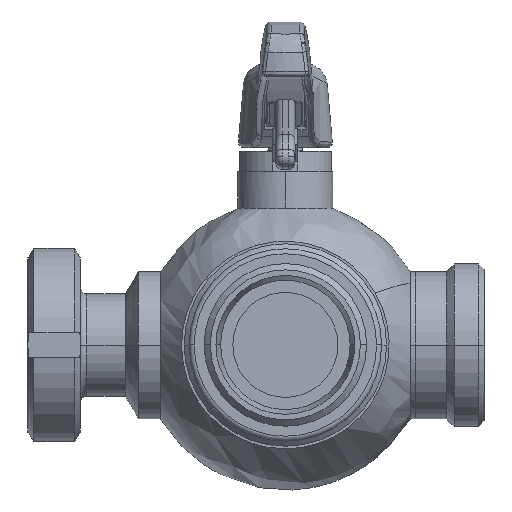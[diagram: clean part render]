
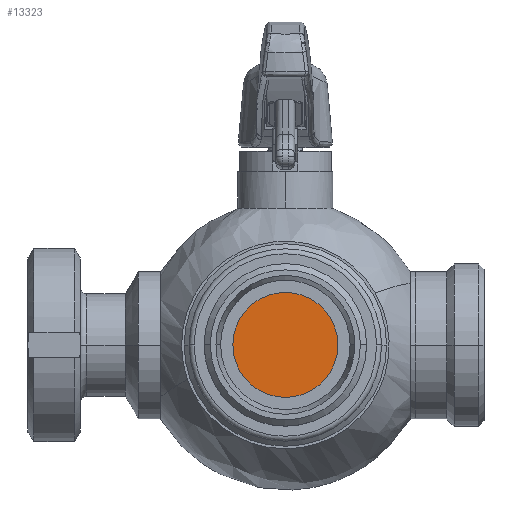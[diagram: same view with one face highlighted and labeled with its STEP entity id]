
A CAD part, top view. The second image highlights one B-rep face of the part: STEP entity #13323.
In plain terms, the highlighted planar face has unit normal (0, 0, 1).
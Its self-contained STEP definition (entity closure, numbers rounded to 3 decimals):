
#390 = AXIS2_PLACEMENT_3D ( 'NONE', #10623, #5224, #14668 ) ;
#809 = DIRECTION ( 'NONE',  ( 0., 0., -1. ) ) ;
#845 = DIRECTION ( 'NONE',  ( -1., 0., 0. ) ) ;
#1036 = ORIENTED_EDGE ( 'NONE', *, *, #3852, .F. ) ;
#1210 = CARTESIAN_POINT ( 'NONE',  ( 21., 0., 72.5 ) ) ;
#3852 = EDGE_CURVE ( 'NONE', #16699, #7311, #4157, .T. ) ;
#4115 = CARTESIAN_POINT ( 'NONE',  ( 0., 0., 72.5 ) ) ;
#4157 = CIRCLE ( 'NONE', #12783, 21. ) ;
#4241 = EDGE_CURVE ( 'NONE', #7311, #16699, #7668, .T. ) ;
#4843 = AXIS2_PLACEMENT_3D ( 'NONE', #4115, #809, #845 ) ;
#5224 = DIRECTION ( 'NONE',  ( 0., 0., -1. ) ) ;
#5831 = EDGE_LOOP ( 'NONE', ( #1036, #14215 ) ) ;
#6113 = DIRECTION ( 'NONE',  ( 0., 0., -1. ) ) ;
#7311 = VERTEX_POINT ( 'NONE', #1210 ) ;
#7668 = CIRCLE ( 'NONE', #4843, 21. ) ;
#8565 = CARTESIAN_POINT ( 'NONE',  ( 0., 0., 72.5 ) ) ;
#10623 = CARTESIAN_POINT ( 'NONE',  ( 0., 21., 72.5 ) ) ;
#12783 = AXIS2_PLACEMENT_3D ( 'NONE', #8565, #6113, #16843 ) ;
#13323 = ADVANCED_FACE ( 'NONE', ( #16459 ), #17251, .F. ) ;
#13358 = CARTESIAN_POINT ( 'NONE',  ( -21., 0., 72.5 ) ) ;
#14215 = ORIENTED_EDGE ( 'NONE', *, *, #4241, .F. ) ;
#14668 = DIRECTION ( 'NONE',  ( -1., 0., 0. ) ) ;
#16459 = FACE_OUTER_BOUND ( 'NONE', #5831, .T. ) ;
#16699 = VERTEX_POINT ( 'NONE', #13358 ) ;
#16843 = DIRECTION ( 'NONE',  ( -1., 0., 0. ) ) ;
#17251 = PLANE ( 'NONE',  #390 ) ;
